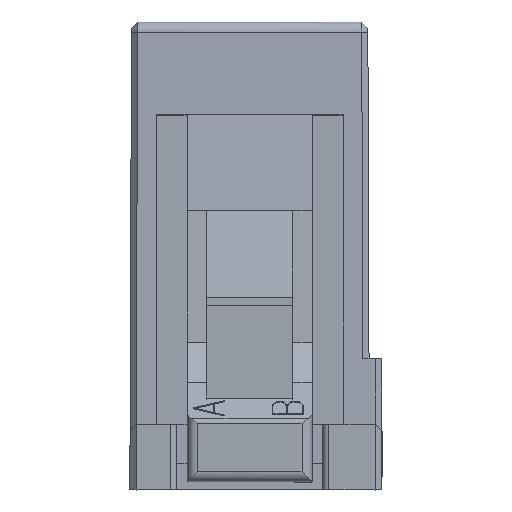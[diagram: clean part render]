
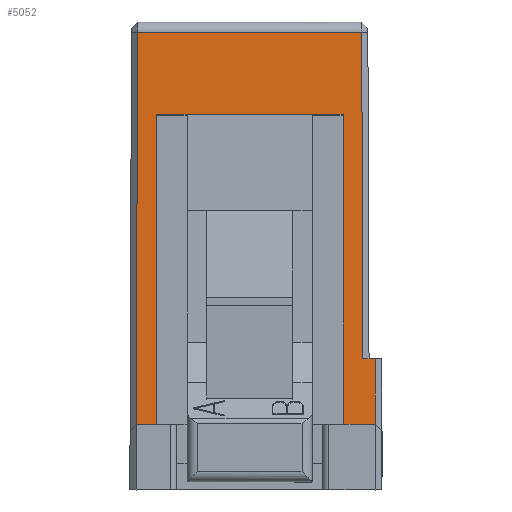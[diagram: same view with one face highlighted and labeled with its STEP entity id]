
A CAD part, left-side view. The second image highlights one B-rep face of the part: STEP entity #5052.
In plain terms, the highlighted planar face has unit normal (-1, 0, 0.004).
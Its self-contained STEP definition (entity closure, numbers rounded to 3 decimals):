
#3565=CARTESIAN_POINT('',(-4.608,4.55,-19.6));
#3566=VERTEX_POINT('',#3565);
#3573=CARTESIAN_POINT('',(-4.608,5.526,-19.6));
#3574=VERTEX_POINT('',#3573);
#3575=CARTESIAN_POINT('',(-4.608,4.55,-19.6));
#3576=DIRECTION('',(0.,1.,0.));
#3577=VECTOR('',#3576,0.976);
#3578=LINE('',#3575,#3577);
#3579=EDGE_CURVE('',#3566,#3574,#3578,.T.);
#3621=CARTESIAN_POINT('',(-4.608,-6.126,-19.6));
#3622=VERTEX_POINT('',#3621);
#3623=CARTESIAN_POINT('',(-4.608,-4.55,-19.6));
#3624=VERTEX_POINT('',#3623);
#3625=CARTESIAN_POINT('',(-4.608,-6.126,-19.6));
#3626=DIRECTION('',(0.,1.,0.));
#3627=VECTOR('',#3626,1.576);
#3628=LINE('',#3625,#3627);
#3629=EDGE_CURVE('',#3622,#3624,#3628,.T.);
#3823=CARTESIAN_POINT('',(-4.556,-3.05,-4.5));
#3824=VERTEX_POINT('',#3823);
#3825=CARTESIAN_POINT('',(-4.556,3.05,-4.5));
#3826=VERTEX_POINT('',#3825);
#3827=CARTESIAN_POINT('',(-4.556,-3.05,-4.5));
#3828=DIRECTION('',(0.,1.,0.));
#3829=VECTOR('',#3828,6.1);
#3830=LINE('',#3827,#3829);
#3831=EDGE_CURVE('',#3824,#3826,#3830,.T.);
#4735=CARTESIAN_POINT('',(-4.556,4.55,-4.5));
#4736=VERTEX_POINT('',#4735);
#4737=CARTESIAN_POINT('',(-4.556,4.55,-4.5));
#4738=DIRECTION('',(-0.003,0.,-1.));
#4739=VECTOR('',#4738,15.1);
#4740=LINE('',#4737,#4739);
#4741=EDGE_CURVE('',#4736,#3566,#4740,.T.);
#4782=CARTESIAN_POINT('',(-4.556,-4.55,-4.5));
#4783=VERTEX_POINT('',#4782);
#4815=CARTESIAN_POINT('',(-4.608,-4.55,-19.6));
#4816=DIRECTION('',(0.003,0.,1.));
#4817=VECTOR('',#4816,15.1);
#4818=LINE('',#4815,#4817);
#4819=EDGE_CURVE('',#3624,#4783,#4818,.T.);
#4952=CARTESIAN_POINT('',(-4.556,-4.55,-4.5));
#4953=DIRECTION('',(0.,1.,0.));
#4954=VECTOR('',#4953,1.5);
#4955=LINE('',#4952,#4954);
#4956=EDGE_CURVE('',#4783,#3824,#4955,.T.);
#4972=CARTESIAN_POINT('',(-4.556,3.05,-4.5));
#4973=DIRECTION('',(0.,1.,0.));
#4974=VECTOR('',#4973,1.5);
#4975=LINE('',#4972,#4974);
#4976=EDGE_CURVE('',#3826,#4736,#4975,.T.);
#4981=CARTESIAN_POINT('',(-4.583,-0.298,-12.25));
#4982=DIRECTION('',(-0.003,0.,-1.));
#4983=DIRECTION('',(-1.,0.,0.003));
#4984=AXIS2_PLACEMENT_3D('',#4981,#4983,#4982);
#4985=PLANE('',#4984);
#4986=ORIENTED_EDGE('',*,*,#4976,.F.);
#4987=ORIENTED_EDGE('',*,*,#3831,.F.);
#4988=ORIENTED_EDGE('',*,*,#4956,.F.);
#4989=ORIENTED_EDGE('',*,*,#4819,.F.);
#4990=ORIENTED_EDGE('',*,*,#3629,.F.);
#4991=CARTESIAN_POINT('',(-4.597,-6.115,-16.4));
#4992=VERTEX_POINT('',#4991);
#4993=CARTESIAN_POINT('',(-4.608,-6.126,-19.6));
#4994=DIRECTION('',(0.003,0.003,1.));
#4995=VECTOR('',#4994,3.2);
#4996=LINE('',#4993,#4995);
#4997=EDGE_CURVE('',#3622,#4992,#4996,.T.);
#4998=ORIENTED_EDGE('',*,*,#4997,.T.);
#4999=CARTESIAN_POINT('',(-4.597,-5.515,-16.4));
#5000=VERTEX_POINT('',#4999);
#5001=CARTESIAN_POINT('',(-4.597,-6.115,-16.4));
#5002=DIRECTION('',(0.,1.,0.));
#5003=VECTOR('',#5002,0.6);
#5004=LINE('',#5001,#5003);
#5005=EDGE_CURVE('',#4992,#5000,#5004,.T.);
#5006=ORIENTED_EDGE('',*,*,#5005,.T.);
#5007=CARTESIAN_POINT('',(-4.542,-5.459,-0.498));
#5008=VERTEX_POINT('',#5007);
#5009=CARTESIAN_POINT('',(-4.597,-5.515,-16.4));
#5010=CARTESIAN_POINT('',(-4.596,-5.514,-16.073));
#5011=CARTESIAN_POINT('',(-4.592,-5.509,-14.793));
#5012=CARTESIAN_POINT('',(-4.584,-5.502,-12.593));
#5013=CARTESIAN_POINT('',(-4.575,-5.492,-9.888));
#5014=CARTESIAN_POINT('',(-4.565,-5.482,-7.044));
#5015=CARTESIAN_POINT('',(-4.557,-5.474,-4.732));
#5016=CARTESIAN_POINT('',(-4.551,-5.469,-3.191));
#5017=CARTESIAN_POINT('',(-4.548,-5.465,-2.164));
#5018=CARTESIAN_POINT('',(-4.545,-5.463,-1.479));
#5019=CARTESIAN_POINT('',(-4.544,-5.461,-1.022));
#5020=CARTESIAN_POINT('',(-4.542,-5.46,-0.669));
#5021=CARTESIAN_POINT('',(-4.542,-5.459,-0.498));
#5022=B_SPLINE_CURVE_WITH_KNOTS('',2,(#5009,#5010,#5011,#5012,#5013,#5014,#5015,#5016,#5017,#5018,#5019,#5020,#5021),.UNSPECIFIED.,.F.,.U.,(3,1,1,1,1,1,1,1,1,1,1,3),(0.,0.034,0.134,0.265,0.417,0.562,0.659,0.724,0.767,0.795,0.815,0.832),.UNSPECIFIED.);
#5023=EDGE_CURVE('',#5000,#5008,#5022,.T.);
#5024=ORIENTED_EDGE('',*,*,#5023,.T.);
#5025=CARTESIAN_POINT('',(-4.542,5.459,-0.498));
#5026=VERTEX_POINT('',#5025);
#5027=CARTESIAN_POINT('',(-4.542,-5.459,-0.498));
#5028=DIRECTION('',(0.,1.,0.));
#5029=VECTOR('',#5028,10.919);
#5030=LINE('',#5027,#5029);
#5031=EDGE_CURVE('',#5008,#5026,#5030,.T.);
#5032=ORIENTED_EDGE('',*,*,#5031,.T.);
#5033=CARTESIAN_POINT('',(-4.542,5.459,-0.498));
#5034=CARTESIAN_POINT('',(-4.542,5.46,-0.669));
#5035=CARTESIAN_POINT('',(-4.544,5.461,-1.022));
#5036=CARTESIAN_POINT('',(-4.545,5.463,-1.479));
#5037=CARTESIAN_POINT('',(-4.548,5.465,-2.164));
#5038=CARTESIAN_POINT('',(-4.551,5.469,-3.191));
#5039=CARTESIAN_POINT('',(-4.557,5.474,-4.732));
#5040=CARTESIAN_POINT('',(-4.565,5.482,-7.044));
#5041=CARTESIAN_POINT('',(-4.577,5.494,-10.512));
#5042=CARTESIAN_POINT('',(-4.592,5.51,-14.969));
#5043=CARTESIAN_POINT('',(-4.604,5.522,-18.473));
#5044=CARTESIAN_POINT('',(-4.608,5.526,-19.6));
#5045=B_SPLINE_CURVE_WITH_KNOTS('',2,(#5033,#5034,#5035,#5036,#5037,#5038,#5039,#5040,#5041,#5042,#5043,#5044),.UNSPECIFIED.,.F.,.U.,(3,1,1,1,1,1,1,1,1,1,3),(0.,0.015,0.03,0.054,0.09,0.143,0.223,0.343,0.522,0.727,0.825),.UNSPECIFIED.);
#5046=EDGE_CURVE('',#5026,#3574,#5045,.T.);
#5047=ORIENTED_EDGE('',*,*,#5046,.T.);
#5048=ORIENTED_EDGE('',*,*,#3579,.F.);
#5049=ORIENTED_EDGE('',*,*,#4741,.F.);
#5050=EDGE_LOOP('',(#4986,#4987,#4988,#4989,#4990,#4998,#5006,#5024,#5032,#5047,#5048,#5049));
#5051=FACE_OUTER_BOUND('',#5050,.T.);
#5052=ADVANCED_FACE('',(#5051),#4985,.T.);
